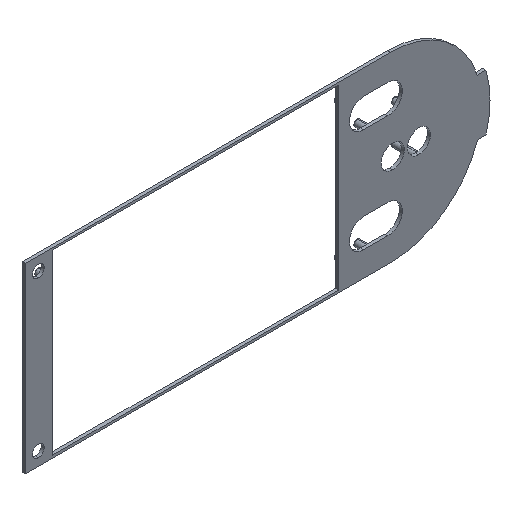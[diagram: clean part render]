
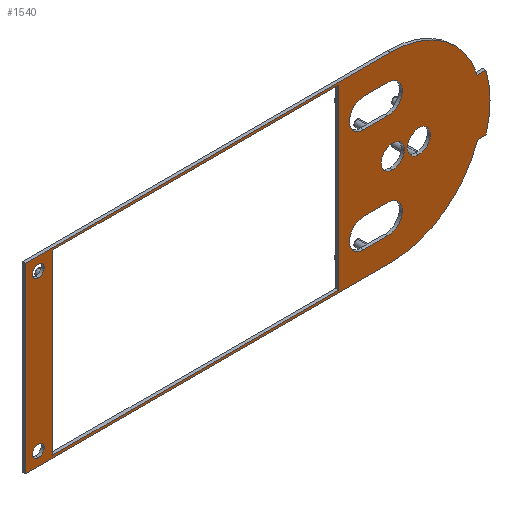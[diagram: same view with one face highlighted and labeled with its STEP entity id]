
A CAD part, isometric view. The second image highlights one B-rep face of the part: STEP entity #1540.
In plain terms, the highlighted planar face has unit normal (0, -1, 0).
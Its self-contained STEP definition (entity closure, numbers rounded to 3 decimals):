
#1=CARTESIAN_POINT('',(236.7,0.,0.));
#2=DIRECTION('',(0.,1.,0.));
#3=DIRECTION('',(0.,0.,1.));
#4=AXIS2_PLACEMENT_3D('',#1,#2,#3);
#6=DIRECTION('',(1.,0.,0.));
#7=VECTOR('',#6,5.573);
#8=CARTESIAN_POINT('',(292.816,0.,18.222));
#9=LINE('',#8,#7);
#10=CARTESIAN_POINT('',(236.7,0.,0.));
#11=DIRECTION('',(0.,1.,0.));
#12=DIRECTION('',(0.959,0.,0.283));
#13=AXIS2_PLACEMENT_3D('',#10,#11,#12);
#15=DIRECTION('',(-1.,0.,0.));
#16=VECTOR('',#15,5.573);
#17=CARTESIAN_POINT('',(298.389,0.,-18.222));
#18=LINE('',#17,#16);
#19=CARTESIAN_POINT('',(236.7,0.,0.));
#20=DIRECTION('',(0.,1.,0.));
#21=DIRECTION('',(0.951,0.,-0.309));
#22=AXIS2_PLACEMENT_3D('',#19,#20,#21);
#24=DIRECTION('',(-1.,0.,0.));
#25=VECTOR('',#24,236.7);
#26=CARTESIAN_POINT('',(236.7,0.,-59.));
#27=LINE('',#26,#25);
#28=DIRECTION('',(0.,0.,1.));
#29=VECTOR('',#28,118.);
#30=CARTESIAN_POINT('',(0.,0.,-59.));
#31=LINE('',#30,#29);
#32=DIRECTION('',(1.,0.,0.));
#33=VECTOR('',#32,236.7);
#34=CARTESIAN_POINT('',(0.,0.,59.));
#35=LINE('',#34,#33);
#36=CARTESIAN_POINT('',(8.6,0.,-50.4));
#37=DIRECTION('',(0.,1.,0.));
#38=DIRECTION('',(0.,0.,1.));
#39=AXIS2_PLACEMENT_3D('',#36,#37,#38);
#41=CARTESIAN_POINT('',(8.6,0.,-50.4));
#42=DIRECTION('',(0.,1.,0.));
#43=DIRECTION('',(0.,0.,-1.));
#44=AXIS2_PLACEMENT_3D('',#41,#42,#43);
#46=CARTESIAN_POINT('',(8.6,0.,50.4));
#47=DIRECTION('',(0.,1.,0.));
#48=DIRECTION('',(0.,0.,1.));
#49=AXIS2_PLACEMENT_3D('',#46,#47,#48);
#51=CARTESIAN_POINT('',(8.6,0.,50.4));
#52=DIRECTION('',(0.,1.,0.));
#53=DIRECTION('',(0.,0.,-1.));
#54=AXIS2_PLACEMENT_3D('',#51,#52,#53);
#56=DIRECTION('',(-1.,0.,0.));
#57=VECTOR('',#56,185.);
#58=CARTESIAN_POINT('',(203.,0.,-57.5));
#59=LINE('',#58,#57);
#60=DIRECTION('',(0.,0.,-1.));
#61=VECTOR('',#60,115.);
#62=CARTESIAN_POINT('',(203.,0.,57.5));
#63=LINE('',#62,#61);
#64=DIRECTION('',(1.,0.,0.));
#65=VECTOR('',#64,185.);
#66=CARTESIAN_POINT('',(18.,0.,57.5));
#67=LINE('',#66,#65);
#68=DIRECTION('',(0.,0.,1.));
#69=VECTOR('',#68,115.);
#70=CARTESIAN_POINT('',(18.,0.,-57.5));
#71=LINE('',#70,#69);
#72=CARTESIAN_POINT('',(234.95,0.,-33.65));
#73=DIRECTION('',(0.,1.,0.));
#74=DIRECTION('',(0.,0.,1.));
#75=AXIS2_PLACEMENT_3D('',#72,#73,#74);
#77=DIRECTION('',(1.,0.,0.));
#78=VECTOR('',#77,15.6);
#79=CARTESIAN_POINT('',(219.35,0.,-24.3));
#80=LINE('',#79,#78);
#81=CARTESIAN_POINT('',(219.35,0.,-33.65));
#82=DIRECTION('',(0.,1.,0.));
#83=DIRECTION('',(0.,0.,-1.));
#84=AXIS2_PLACEMENT_3D('',#81,#82,#83);
#86=DIRECTION('',(-1.,0.,0.));
#87=VECTOR('',#86,15.6);
#88=CARTESIAN_POINT('',(234.95,0.,-43.));
#89=LINE('',#88,#87);
#90=CARTESIAN_POINT('',(234.95,0.,33.65));
#91=DIRECTION('',(0.,1.,0.));
#92=DIRECTION('',(0.,0.,1.));
#93=AXIS2_PLACEMENT_3D('',#90,#91,#92);
#95=DIRECTION('',(1.,0.,0.));
#96=VECTOR('',#95,15.6);
#97=CARTESIAN_POINT('',(219.35,0.,43.));
#98=LINE('',#97,#96);
#99=CARTESIAN_POINT('',(219.35,0.,33.65));
#100=DIRECTION('',(0.,1.,0.));
#101=DIRECTION('',(0.,0.,-1.));
#102=AXIS2_PLACEMENT_3D('',#99,#100,#101);
#104=DIRECTION('',(-1.,0.,0.));
#105=VECTOR('',#104,15.6);
#106=CARTESIAN_POINT('',(234.95,0.,24.3));
#107=LINE('',#106,#105);
#108=CARTESIAN_POINT('',(238.,0.,0.));
#109=DIRECTION('',(0.,1.,0.));
#110=DIRECTION('',(0.,0.,1.));
#111=AXIS2_PLACEMENT_3D('',#108,#109,#110);
#113=CARTESIAN_POINT('',(238.,0.,0.));
#114=DIRECTION('',(0.,1.,0.));
#115=DIRECTION('',(0.,0.,-1.));
#116=AXIS2_PLACEMENT_3D('',#113,#114,#115);
#118=CARTESIAN_POINT('',(255.,0.,0.));
#119=DIRECTION('',(0.,1.,0.));
#120=DIRECTION('',(0.,0.,1.));
#121=AXIS2_PLACEMENT_3D('',#118,#119,#120);
#123=CARTESIAN_POINT('',(255.,0.,0.));
#124=DIRECTION('',(0.,1.,0.));
#125=DIRECTION('',(0.,0.,-1.));
#126=AXIS2_PLACEMENT_3D('',#123,#124,#125);
#1135=CARTESIAN_POINT('',(236.7,0.,59.));
#1136=CARTESIAN_POINT('',(292.816,0.,18.222));
#1137=VERTEX_POINT('',#1135);
#1138=VERTEX_POINT('',#1136);
#1139=CARTESIAN_POINT('',(236.7,0.,-59.));
#1140=CARTESIAN_POINT('',(0.,0.,-59.));
#1141=VERTEX_POINT('',#1139);
#1142=VERTEX_POINT('',#1140);
#1143=CARTESIAN_POINT('',(0.,0.,59.));
#1144=VERTEX_POINT('',#1143);
#1155=CARTESIAN_POINT('',(8.6,0.,-46.6));
#1156=CARTESIAN_POINT('',(8.6,0.,-54.2));
#1157=VERTEX_POINT('',#1155);
#1158=VERTEX_POINT('',#1156);
#1159=CARTESIAN_POINT('',(8.6,0.,54.2));
#1160=CARTESIAN_POINT('',(8.6,0.,46.6));
#1161=VERTEX_POINT('',#1159);
#1162=VERTEX_POINT('',#1160);
#1171=CARTESIAN_POINT('',(203.,0.,-57.5));
#1172=CARTESIAN_POINT('',(18.,0.,-57.5));
#1173=VERTEX_POINT('',#1171);
#1174=VERTEX_POINT('',#1172);
#1175=CARTESIAN_POINT('',(18.,0.,57.5));
#1176=VERTEX_POINT('',#1175);
#1177=CARTESIAN_POINT('',(203.,0.,57.5));
#1178=VERTEX_POINT('',#1177);
#1187=CARTESIAN_POINT('',(234.95,0.,-24.3));
#1188=CARTESIAN_POINT('',(234.95,0.,-43.));
#1189=VERTEX_POINT('',#1187);
#1190=VERTEX_POINT('',#1188);
#1191=CARTESIAN_POINT('',(219.35,0.,-43.));
#1192=VERTEX_POINT('',#1191);
#1193=CARTESIAN_POINT('',(219.35,0.,-24.3));
#1194=VERTEX_POINT('',#1193);
#1195=CARTESIAN_POINT('',(234.95,0.,43.));
#1196=CARTESIAN_POINT('',(234.95,0.,24.3));
#1197=VERTEX_POINT('',#1195);
#1198=VERTEX_POINT('',#1196);
#1199=CARTESIAN_POINT('',(219.35,0.,24.3));
#1200=VERTEX_POINT('',#1199);
#1201=CARTESIAN_POINT('',(219.35,0.,43.));
#1202=VERTEX_POINT('',#1201);
#1219=CARTESIAN_POINT('',(238.,0.,7.5));
#1220=CARTESIAN_POINT('',(238.,0.,-7.5));
#1221=VERTEX_POINT('',#1219);
#1222=VERTEX_POINT('',#1220);
#1223=CARTESIAN_POINT('',(255.,0.,7.5));
#1224=CARTESIAN_POINT('',(255.,0.,-7.5));
#1225=VERTEX_POINT('',#1223);
#1226=VERTEX_POINT('',#1224);
#1451=CARTESIAN_POINT('',(298.389,0.,18.222));
#1452=VERTEX_POINT('',#1451);
#1453=CARTESIAN_POINT('',(298.389,0.,-18.222));
#1454=VERTEX_POINT('',#1453);
#1455=CARTESIAN_POINT('',(292.816,0.,-18.222));
#1456=VERTEX_POINT('',#1455);
#1463=CARTESIAN_POINT('',(0.,0.,0.));
#1464=DIRECTION('',(0.,1.,0.));
#1465=DIRECTION('',(0.,0.,1.));
#1466=AXIS2_PLACEMENT_3D('',#1463,#1464,#1465);
#1467=PLANE('',#1466);
#1469=ORIENTED_EDGE('',*,*,#1468,.T.);
#1471=ORIENTED_EDGE('',*,*,#1470,.T.);
#1473=ORIENTED_EDGE('',*,*,#1472,.T.);
#1475=ORIENTED_EDGE('',*,*,#1474,.T.);
#1477=ORIENTED_EDGE('',*,*,#1476,.T.);
#1479=ORIENTED_EDGE('',*,*,#1478,.T.);
#1481=ORIENTED_EDGE('',*,*,#1480,.T.);
#1483=ORIENTED_EDGE('',*,*,#1482,.T.);
#1484=EDGE_LOOP('',(#1469,#1471,#1473,#1475,#1477,#1479,#1481,#1483));
#1485=FACE_OUTER_BOUND('',#1484,.F.);
#1487=ORIENTED_EDGE('',*,*,#1486,.F.);
#1489=ORIENTED_EDGE('',*,*,#1488,.F.);
#1490=EDGE_LOOP('',(#1487,#1489));
#1491=FACE_BOUND('',#1490,.F.);
#1493=ORIENTED_EDGE('',*,*,#1492,.F.);
#1495=ORIENTED_EDGE('',*,*,#1494,.F.);
#1496=EDGE_LOOP('',(#1493,#1495));
#1497=FACE_BOUND('',#1496,.F.);
#1499=ORIENTED_EDGE('',*,*,#1498,.F.);
#1501=ORIENTED_EDGE('',*,*,#1500,.F.);
#1503=ORIENTED_EDGE('',*,*,#1502,.F.);
#1505=ORIENTED_EDGE('',*,*,#1504,.F.);
#1506=EDGE_LOOP('',(#1499,#1501,#1503,#1505));
#1507=FACE_BOUND('',#1506,.F.);
#1509=ORIENTED_EDGE('',*,*,#1508,.F.);
#1511=ORIENTED_EDGE('',*,*,#1510,.F.);
#1513=ORIENTED_EDGE('',*,*,#1512,.F.);
#1515=ORIENTED_EDGE('',*,*,#1514,.F.);
#1516=EDGE_LOOP('',(#1509,#1511,#1513,#1515));
#1517=FACE_BOUND('',#1516,.F.);
#1519=ORIENTED_EDGE('',*,*,#1518,.F.);
#1521=ORIENTED_EDGE('',*,*,#1520,.F.);
#1523=ORIENTED_EDGE('',*,*,#1522,.F.);
#1525=ORIENTED_EDGE('',*,*,#1524,.F.);
#1526=EDGE_LOOP('',(#1519,#1521,#1523,#1525));
#1527=FACE_BOUND('',#1526,.F.);
#1529=ORIENTED_EDGE('',*,*,#1528,.F.);
#1531=ORIENTED_EDGE('',*,*,#1530,.F.);
#1532=EDGE_LOOP('',(#1529,#1531));
#1533=FACE_BOUND('',#1532,.F.);
#1535=ORIENTED_EDGE('',*,*,#1534,.F.);
#1537=ORIENTED_EDGE('',*,*,#1536,.F.);
#1538=EDGE_LOOP('',(#1535,#1537));
#1539=FACE_BOUND('',#1538,.F.);
#5=CIRCLE('',#4,59.);
#14=CIRCLE('',#13,64.324);
#23=CIRCLE('',#22,59.);
#40=CIRCLE('',#39,3.8);
#45=CIRCLE('',#44,3.8);
#50=CIRCLE('',#49,3.8);
#55=CIRCLE('',#54,3.8);
#76=CIRCLE('',#75,9.35);
#85=CIRCLE('',#84,9.35);
#94=CIRCLE('',#93,9.35);
#103=CIRCLE('',#102,9.35);
#112=CIRCLE('',#111,7.5);
#117=CIRCLE('',#116,7.5);
#122=CIRCLE('',#121,7.5);
#127=CIRCLE('',#126,7.5);
#1468=EDGE_CURVE('',#1137,#1138,#5,.T.);
#1470=EDGE_CURVE('',#1138,#1452,#9,.T.);
#1472=EDGE_CURVE('',#1452,#1454,#14,.T.);
#1474=EDGE_CURVE('',#1454,#1456,#18,.T.);
#1476=EDGE_CURVE('',#1456,#1141,#23,.T.);
#1478=EDGE_CURVE('',#1141,#1142,#27,.T.);
#1480=EDGE_CURVE('',#1142,#1144,#31,.T.);
#1482=EDGE_CURVE('',#1144,#1137,#35,.T.);
#1486=EDGE_CURVE('',#1157,#1158,#40,.T.);
#1488=EDGE_CURVE('',#1158,#1157,#45,.T.);
#1492=EDGE_CURVE('',#1161,#1162,#50,.T.);
#1494=EDGE_CURVE('',#1162,#1161,#55,.T.);
#1498=EDGE_CURVE('',#1173,#1174,#59,.T.);
#1500=EDGE_CURVE('',#1178,#1173,#63,.T.);
#1502=EDGE_CURVE('',#1176,#1178,#67,.T.);
#1504=EDGE_CURVE('',#1174,#1176,#71,.T.);
#1508=EDGE_CURVE('',#1189,#1190,#76,.T.);
#1510=EDGE_CURVE('',#1194,#1189,#80,.T.);
#1512=EDGE_CURVE('',#1192,#1194,#85,.T.);
#1514=EDGE_CURVE('',#1190,#1192,#89,.T.);
#1518=EDGE_CURVE('',#1197,#1198,#94,.T.);
#1520=EDGE_CURVE('',#1202,#1197,#98,.T.);
#1522=EDGE_CURVE('',#1200,#1202,#103,.T.);
#1524=EDGE_CURVE('',#1198,#1200,#107,.T.);
#1528=EDGE_CURVE('',#1221,#1222,#112,.T.);
#1530=EDGE_CURVE('',#1222,#1221,#117,.T.);
#1534=EDGE_CURVE('',#1225,#1226,#122,.T.);
#1536=EDGE_CURVE('',#1226,#1225,#127,.T.);
#1540=ADVANCED_FACE('',(#1485,#1491,#1497,#1507,#1517,#1527,#1533,#1539),#1467,
.F.);
